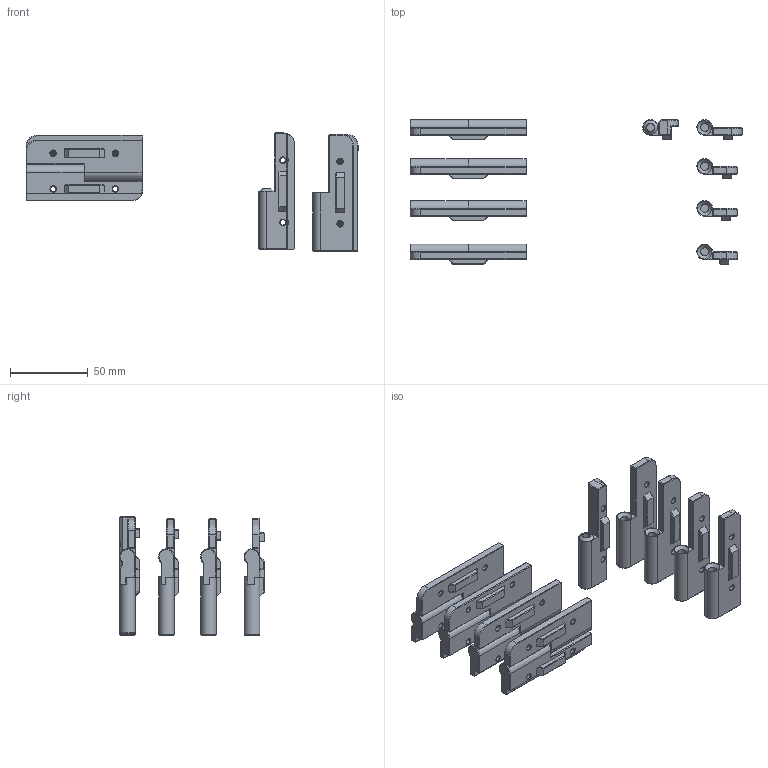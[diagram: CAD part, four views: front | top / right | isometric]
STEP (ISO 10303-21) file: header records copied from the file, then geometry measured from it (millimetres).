
FILE_DESCRIPTION(/* description */ (''),/* implementation_level */ '2;1');
FILE_NAME(/* name */ 'Door hinge with panels v2.step',/* time_stamp */ '2022-06-18T10:45:08-05:00',/* author */ (''),/* organization */ (''),/* preprocessor_version */ 'ST-DEVELOPER v18.1',/* originating_system */ 'Autodesk Translation Framework v10.14.0.1471',/* authorisation */ '');
FILE_SCHEMA (('AUTOMOTIVE_DESIGN { 1 0 10303 214 3 1 1 }'));
Length unit declared in the file: millimetre
Products named in the file (9): Door hinge with panels; Frameside 3; Frameside 4; Frameside 5; Swingside 4; Swing side 5.7; Frame side generic; Swingside 5; Swingside 3
Assembly tree (13 placements, depth 2):
  Door hinge with panels
    Frameside 3
    Swingside 3  x2
    Frameside 4
    Swingside 4  x2
    Frameside 5
    Swingside 5  x2
    Frame side generic  x2
    Swing side 5.7  x2
Bounding box: 213.46 x 92.99 x 75.91 mm (x, y, z)
Volume: 114798.3 mm3; surface area: 66017.8 mm2
Topology: 13 solids, 13 shells, 722 faces, 1611 edges, 955 vertices
Faces by surface type: plane 479, cone 137, cylinder 96, bspline 10
Full cylindrical faces by diameter (mm): 3.4 x26, 5.1 x5, 5.15 x5, 5.2 x8, 7 x26
Entity records: 12650 total; most frequent: CARTESIAN_POINT 2354, DIRECTION 2094, ORIENTED_EDGE 2010, EDGE_CURVE 1005, LINE 736, VECTOR 736, AXIS2_PLACEMENT_3D 679, VERTEX_POINT 599
